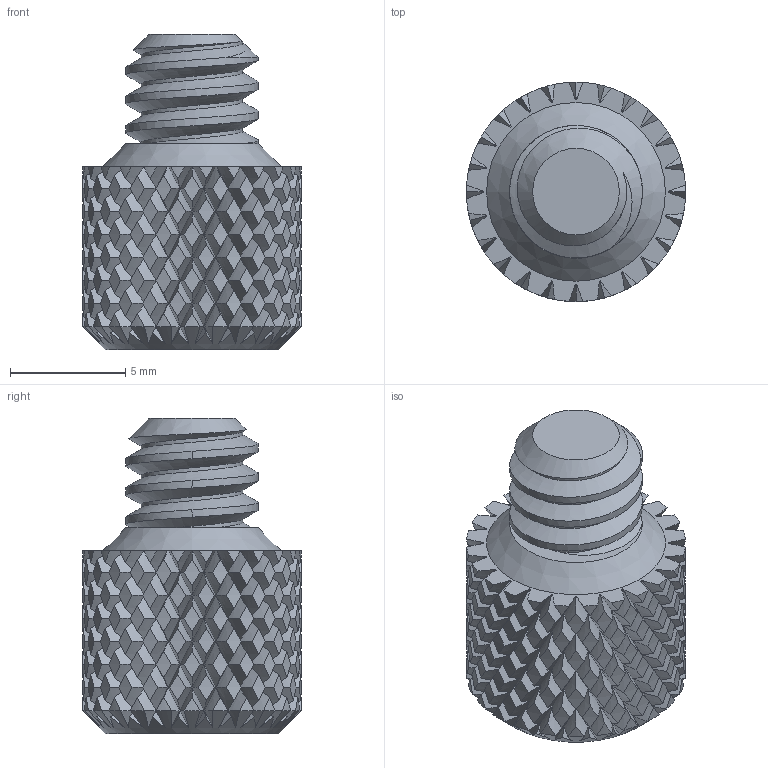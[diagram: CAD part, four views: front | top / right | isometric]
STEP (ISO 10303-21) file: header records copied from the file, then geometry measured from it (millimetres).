
FILE_DESCRIPTION(/* description */ (''),/* implementation_level */ '2;1');
FILE_NAME(/* name */ '(Q)0.25-20_Mount_Screw.step',/* time_stamp */ '2021-05-14T07:49:41-05:00',/* author */ (''),/* organization */ (''),/* preprocessor_version */ 'ST-DEVELOPER v18.1',/* originating_system */ 'Autodesk Translation Framework v10.6.0.1341',/* authorisation */ '');
FILE_SCHEMA (('AUTOMOTIVE_DESIGN { 1 0 10303 214 3 1 1 }'));
Length unit declared in the file: millimetre
Products named in the file (1): (Q)0.25-20_Mount_Screw
Bounding box: 9.53 x 9.53 x 13.69 mm (x, y, z)
Volume: 627.8 mm3; surface area: 818.4 mm2
Topology: 1 solids, 1 shells, 978 faces, 2040 edges, 1065 vertices
Faces by surface type: bspline 770, cylinder 201, plane 4, cone 3
Full cylindrical faces by diameter (mm): 4.411 x3, 5.767 x1
Entity records: 38703 total; most frequent: CARTESIAN_POINT 22680, ORIENTED_EDGE 4080, EDGE_CURVE 2040, DIRECTION 1770, B_SPLINE_CURVE_WITH_KNOTS 1179, VERTEX_POINT 1065, EDGE_LOOP 979, FACE_OUTER_BOUND 978
